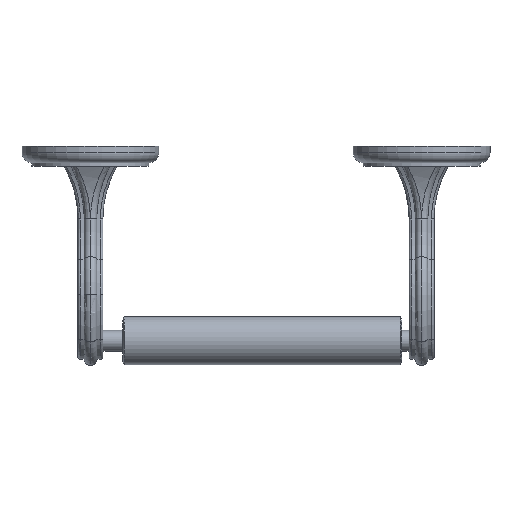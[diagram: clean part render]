
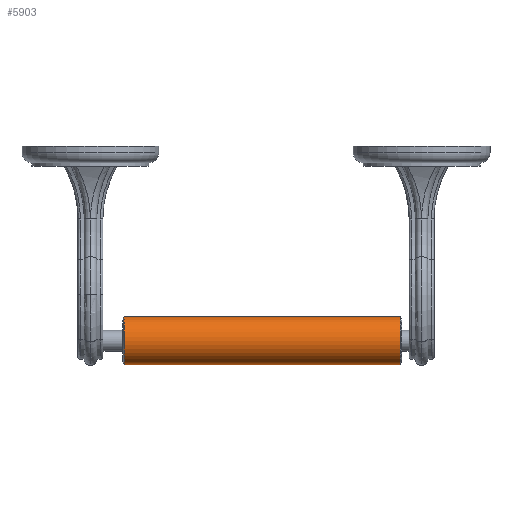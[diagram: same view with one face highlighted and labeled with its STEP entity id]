
A CAD part, top view. The second image highlights one B-rep face of the part: STEP entity #5903.
In plain terms, the highlighted cylindrical face has radius 9.675 mm (diameter 19.35 mm), a partial arc.
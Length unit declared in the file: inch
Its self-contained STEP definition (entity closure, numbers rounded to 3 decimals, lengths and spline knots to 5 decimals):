
#1454=CARTESIAN_POINT('',(0.53189,-3.0721,-0.236));
#1455=DIRECTION('',(1.,0.,0.));
#1456=DIRECTION('',(0.,1.,0.));
#1457=AXIS2_PLACEMENT_3D('',#1454,#1455,#1456);
#1477=DIRECTION('',(1.,0.,0.));
#1478=VECTOR('',#1477,4.3701);
#1479=CARTESIAN_POINT('',(0.53189,-2.6912,-0.236));
#1480=LINE('',#1479,#1478);
#1481=CARTESIAN_POINT('',(4.90199,-3.0721,-0.236));
#1482=DIRECTION('',(1.,0.,0.));
#1483=DIRECTION('',(0.,1.,0.));
#1484=AXIS2_PLACEMENT_3D('',#1481,#1482,#1483);
#1486=DIRECTION('',(-1.,0.,0.));
#1487=VECTOR('',#1486,4.3701);
#1488=CARTESIAN_POINT('',(4.90199,-3.453,-0.236));
#1489=LINE('',#1488,#1487);
#3571=CARTESIAN_POINT('',(4.90199,-2.6912,-0.236));
#3572=VERTEX_POINT('',#3571);
#3573=CARTESIAN_POINT('',(4.90199,-3.453,-0.236));
#3574=VERTEX_POINT('',#3573);
#3575=CARTESIAN_POINT('',(0.53189,-2.6912,-0.236));
#3576=VERTEX_POINT('',#3575);
#3577=CARTESIAN_POINT('',(0.53189,-3.453,-0.236));
#3578=VERTEX_POINT('',#3577);
#5891=CARTESIAN_POINT('',(0.44448,-3.0721,-0.236));
#5892=DIRECTION('',(1.,0.,0.));
#5893=DIRECTION('',(0.,1.,0.));
#5894=AXIS2_PLACEMENT_3D('',#5891,#5892,#5893);
#5895=CYLINDRICAL_SURFACE('',#5894,0.3809);
#5896=ORIENTED_EDGE('',*,*,#5881,.T.);
#5898=ORIENTED_EDGE('',*,*,#5897,.T.);
#5899=ORIENTED_EDGE('',*,*,#5884,.T.);
#5900=ORIENTED_EDGE('',*,*,#5855,.F.);
#5901=EDGE_LOOP('',(#5896,#5898,#5899,#5900));
#5902=FACE_OUTER_BOUND('',#5901,.F.);
#5903=ADVANCED_FACE('',(#5902),#5895,.T.);
#1458=CIRCLE('',#1457,0.3809);
#1485=CIRCLE('',#1484,0.3809);
#5855=EDGE_CURVE('',#3576,#3578,#1458,.T.);
#5881=EDGE_CURVE('',#3576,#3572,#1480,.T.);
#5884=EDGE_CURVE('',#3574,#3578,#1489,.T.);
#5897=EDGE_CURVE('',#3572,#3574,#1485,.T.);
